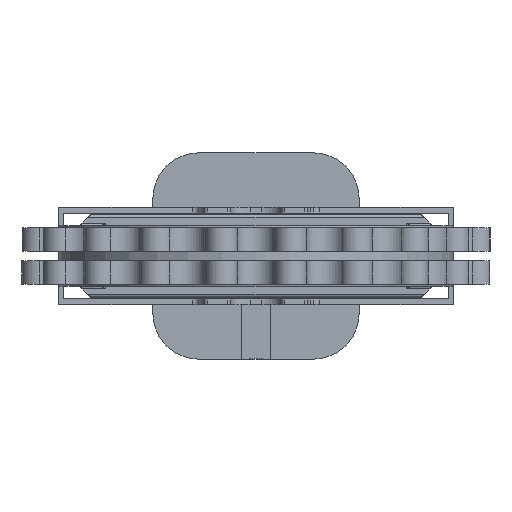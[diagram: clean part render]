
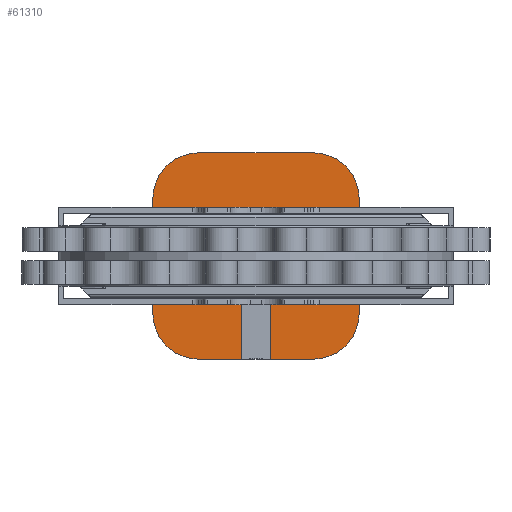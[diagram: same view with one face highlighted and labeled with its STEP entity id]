
A CAD part, front view. The second image highlights one B-rep face of the part: STEP entity #61310.
In plain terms, the highlighted planar face has unit normal (0, -1, 0).
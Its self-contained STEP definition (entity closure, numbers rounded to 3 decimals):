
#1165 = CARTESIAN_POINT ( 'NONE',  ( 100., 1407.5, -50.5 ) ) ;
#1598 = VERTEX_POINT ( 'NONE', #40386 ) ;
#1672 = DIRECTION ( 'NONE',  ( 0., 0., 1. ) ) ;
#1748 = VECTOR ( 'NONE', #9689, 1000. ) ;
#2338 = ORIENTED_EDGE ( 'NONE', *, *, #56088, .F. ) ;
#2343 = VERTEX_POINT ( 'NONE', #66940 ) ;
#2401 = EDGE_CURVE ( 'NONE', #33728, #16505, #32724, .T. ) ;
#2712 = VECTOR ( 'NONE', #11478, 1000. ) ;
#3129 = CARTESIAN_POINT ( 'NONE',  ( 100., 1407.5, -130.5 ) ) ;
#3504 = CARTESIAN_POINT ( 'NONE',  ( -25., 1407.5, -130.5 ) ) ;
#3760 = DIRECTION ( 'NONE',  ( 0., 0., 1. ) ) ;
#3959 = EDGE_CURVE ( 'NONE', #62221, #2343, #67608, .T. ) ;
#4310 = EDGE_LOOP ( 'NONE', ( #23974, #31609, #36839, #28650, #69095, #34970, #2338, #64052, #28569, #45900, #47624, #13238, #57693, #13703, #44719, #7930 ) ) ;
#4962 = AXIS2_PLACEMENT_3D ( 'NONE', #39703, #49751, #45197 ) ;
#6143 = CARTESIAN_POINT ( 'NONE',  ( 140., 1407.5, 124.5 ) ) ;
#7930 = ORIENTED_EDGE ( 'NONE', *, *, #8519, .F. ) ;
#8519 = EDGE_CURVE ( 'NONE', #10261, #62221, #55298, .T. ) ;
#8696 = CIRCLE ( 'NONE', #19890, 80. ) ;
#8782 = LINE ( 'NONE', #67794, #53281 ) ;
#9204 = CARTESIAN_POINT ( 'NONE',  ( -140., 1407.5, 124.5 ) ) ;
#9689 = DIRECTION ( 'NONE',  ( 1., 0., 0. ) ) ;
#9791 = CARTESIAN_POINT ( 'NONE',  ( 25., 1407.5, -195.799 ) ) ;
#10261 = VERTEX_POINT ( 'NONE', #3504 ) ;
#10296 = DIRECTION ( 'NONE',  ( 0., 0., 1. ) ) ;
#10403 = LINE ( 'NONE', #6143, #18109 ) ;
#10804 = VERTEX_POINT ( 'NONE', #10957 ) ;
#10957 = CARTESIAN_POINT ( 'NONE',  ( 100., 1407.5, 229.5 ) ) ;
#11247 = CARTESIAN_POINT ( 'NONE',  ( -100., 1407.5, 229.5 ) ) ;
#11431 = EDGE_CURVE ( 'NONE', #35581, #10804, #49035, .T. ) ;
#11478 = DIRECTION ( 'NONE',  ( 1., 0., 0. ) ) ;
#12287 = EDGE_CURVE ( 'NONE', #70863, #16505, #10403, .T. ) ;
#13238 = ORIENTED_EDGE ( 'NONE', *, *, #11431, .F. ) ;
#13679 = CARTESIAN_POINT ( 'NONE',  ( 100., 1407.5, 149.5 ) ) ;
#13703 = ORIENTED_EDGE ( 'NONE', *, *, #70072, .F. ) ;
#15798 = DIRECTION ( 'NONE',  ( 0., 0., 1. ) ) ;
#16505 = VERTEX_POINT ( 'NONE', #45515 ) ;
#16805 = EDGE_CURVE ( 'NONE', #10261, #40383, #56612, .T. ) ;
#18109 = VECTOR ( 'NONE', #60480, 1000. ) ;
#18332 = LINE ( 'NONE', #64816, #43149 ) ;
#19232 = DIRECTION ( 'NONE',  ( 0., 0., 1. ) ) ;
#19779 = EDGE_CURVE ( 'NONE', #50264, #70863, #54545, .T. ) ;
#19890 = AXIS2_PLACEMENT_3D ( 'NONE', #13679, #52000, #19232 ) ;
#20676 = DIRECTION ( 'NONE',  ( -1., 0., 0. ) ) ;
#23471 = DIRECTION ( 'NONE',  ( 1., 0., 0. ) ) ;
#23731 = VECTOR ( 'NONE', #23471, 1000. ) ;
#23836 = CARTESIAN_POINT ( 'NONE',  ( -100., 1407.5, 229.5 ) ) ;
#23974 = ORIENTED_EDGE ( 'NONE', *, *, #16805, .T. ) ;
#25394 = PLANE ( 'NONE',  #66268 ) ;
#26151 = EDGE_CURVE ( 'NONE', #1598, #33728, #8782, .T. ) ;
#27218 = AXIS2_PLACEMENT_3D ( 'NONE', #61692, #44491, #49998 ) ;
#28569 = ORIENTED_EDGE ( 'NONE', *, *, #55920, .F. ) ;
#28650 = ORIENTED_EDGE ( 'NONE', *, *, #2401, .T. ) ;
#28762 = CARTESIAN_POINT ( 'NONE',  ( -140., 1407.5, -25.5 ) ) ;
#29267 = VECTOR ( 'NONE', #48983, 1000. ) ;
#29364 = VECTOR ( 'NONE', #15798, 1000. ) ;
#30071 = EDGE_CURVE ( 'NONE', #66273, #35581, #65452, .T. ) ;
#30693 = EDGE_CURVE ( 'NONE', #1598, #40383, #42343, .T. ) ;
#31609 = ORIENTED_EDGE ( 'NONE', *, *, #30693, .F. ) ;
#31667 = CARTESIAN_POINT ( 'NONE',  ( -180., 1407.5, 149.5 ) ) ;
#31775 = AXIS2_PLACEMENT_3D ( 'NONE', #1165, #56470, #56226 ) ;
#32724 = LINE ( 'NONE', #9204, #1748 ) ;
#33728 = VERTEX_POINT ( 'NONE', #70593 ) ;
#34970 = ORIENTED_EDGE ( 'NONE', *, *, #19779, .F. ) ;
#35581 = VERTEX_POINT ( 'NONE', #23836 ) ;
#36194 = CARTESIAN_POINT ( 'NONE',  ( -180., 1407.5, 149.5 ) ) ;
#36839 = ORIENTED_EDGE ( 'NONE', *, *, #26151, .T. ) ;
#37155 = DIRECTION ( 'NONE',  ( 0., 1., 0. ) ) ;
#37810 = DIRECTION ( 'NONE',  ( -1., 0., 0. ) ) ;
#37931 = LINE ( 'NONE', #53906, #46421 ) ;
#39107 = CARTESIAN_POINT ( 'NONE',  ( 180., 1407.5, 149.5 ) ) ;
#39703 = CARTESIAN_POINT ( 'NONE',  ( -100., 1407.5, 149.5 ) ) ;
#40383 = VERTEX_POINT ( 'NONE', #45978 ) ;
#40386 = CARTESIAN_POINT ( 'NONE',  ( -140., 1407.5, -25.5 ) ) ;
#40567 = CARTESIAN_POINT ( 'NONE',  ( 140., 1407.5, -25.5 ) ) ;
#40716 = VECTOR ( 'NONE', #3760, 1000. ) ;
#42343 = LINE ( 'NONE', #68265, #66278 ) ;
#42468 = DIRECTION ( 'NONE',  ( 0., 0., -1. ) ) ;
#43149 = VECTOR ( 'NONE', #37810, 1000. ) ;
#43468 = CARTESIAN_POINT ( 'NONE',  ( -25., 1407.5, -195.799 ) ) ;
#44491 = DIRECTION ( 'NONE',  ( 0., 1., 0. ) ) ;
#44719 = ORIENTED_EDGE ( 'NONE', *, *, #3959, .F. ) ;
#45197 = DIRECTION ( 'NONE',  ( 0., 0., 1. ) ) ;
#45281 = VERTEX_POINT ( 'NONE', #3129 ) ;
#45515 = CARTESIAN_POINT ( 'NONE',  ( 140., 1407.5, 124.5 ) ) ;
#45535 = CARTESIAN_POINT ( 'NONE',  ( 180., 1407.5, -50.5 ) ) ;
#45900 = ORIENTED_EDGE ( 'NONE', *, *, #47650, .F. ) ;
#45917 = VECTOR ( 'NONE', #20676, 1000. ) ;
#45978 = CARTESIAN_POINT ( 'NONE',  ( -25., 1407.5, -25.5 ) ) ;
#46421 = VECTOR ( 'NONE', #42468, 1000. ) ;
#47426 = CARTESIAN_POINT ( 'NONE',  ( -100., 1407.5, 149.5 ) ) ;
#47589 = LINE ( 'NONE', #9791, #40716 ) ;
#47624 = ORIENTED_EDGE ( 'NONE', *, *, #58738, .F. ) ;
#47650 = EDGE_CURVE ( 'NONE', #61063, #60358, #37931, .T. ) ;
#47940 = CARTESIAN_POINT ( 'NONE',  ( -100., 1407.5, -130.5 ) ) ;
#48983 = DIRECTION ( 'NONE',  ( 0., 0., 1. ) ) ;
#49035 = LINE ( 'NONE', #11247, #2712 ) ;
#49751 = DIRECTION ( 'NONE',  ( 0., 1., 0. ) ) ;
#49998 = DIRECTION ( 'NONE',  ( 0., 0., 1. ) ) ;
#50184 = CIRCLE ( 'NONE', #31775, 80. ) ;
#50264 = VERTEX_POINT ( 'NONE', #63195 ) ;
#50481 = FACE_OUTER_BOUND ( 'NONE', #4310, .T. ) ;
#51736 = CARTESIAN_POINT ( 'NONE',  ( -100., 1407.5, -130.5 ) ) ;
#52000 = DIRECTION ( 'NONE',  ( 0., 1., 0. ) ) ;
#52466 = DIRECTION ( 'NONE',  ( 1., 0., 0. ) ) ;
#53281 = VECTOR ( 'NONE', #1672, 1000. ) ;
#53906 = CARTESIAN_POINT ( 'NONE',  ( 180., 1407.5, 149.5 ) ) ;
#54545 = LINE ( 'NONE', #28762, #23731 ) ;
#55298 = LINE ( 'NONE', #47940, #45917 ) ;
#55920 = EDGE_CURVE ( 'NONE', #60358, #45281, #50184, .T. ) ;
#56088 = EDGE_CURVE ( 'NONE', #59006, #50264, #47589, .T. ) ;
#56226 = DIRECTION ( 'NONE',  ( 0., 0., -1. ) ) ;
#56470 = DIRECTION ( 'NONE',  ( 0., 1., 0. ) ) ;
#56612 = LINE ( 'NONE', #43468, #29267 ) ;
#57608 = LINE ( 'NONE', #31667, #29364 ) ;
#57684 = EDGE_CURVE ( 'NONE', #45281, #59006, #18332, .T. ) ;
#57693 = ORIENTED_EDGE ( 'NONE', *, *, #30071, .F. ) ;
#58738 = EDGE_CURVE ( 'NONE', #10804, #61063, #8696, .T. ) ;
#59006 = VERTEX_POINT ( 'NONE', #65133 ) ;
#60358 = VERTEX_POINT ( 'NONE', #45535 ) ;
#60480 = DIRECTION ( 'NONE',  ( 0., 0., 1. ) ) ;
#61063 = VERTEX_POINT ( 'NONE', #39107 ) ;
#61310 = ADVANCED_FACE ( 'NONE', ( #50481 ), #25394, .F. ) ;
#61692 = CARTESIAN_POINT ( 'NONE',  ( -100., 1407.5, -50.5 ) ) ;
#62221 = VERTEX_POINT ( 'NONE', #51736 ) ;
#63195 = CARTESIAN_POINT ( 'NONE',  ( 25., 1407.5, -25.5 ) ) ;
#64052 = ORIENTED_EDGE ( 'NONE', *, *, #57684, .F. ) ;
#64816 = CARTESIAN_POINT ( 'NONE',  ( -100., 1407.5, -130.5 ) ) ;
#65133 = CARTESIAN_POINT ( 'NONE',  ( 25., 1407.5, -130.5 ) ) ;
#65452 = CIRCLE ( 'NONE', #4962, 80. ) ;
#66268 = AXIS2_PLACEMENT_3D ( 'NONE', #47426, #37155, #10296 ) ;
#66273 = VERTEX_POINT ( 'NONE', #36194 ) ;
#66278 = VECTOR ( 'NONE', #52466, 1000. ) ;
#66940 = CARTESIAN_POINT ( 'NONE',  ( -180., 1407.5, -50.5 ) ) ;
#67608 = CIRCLE ( 'NONE', #27218, 80. ) ;
#67794 = CARTESIAN_POINT ( 'NONE',  ( -140., 1407.5, 124.5 ) ) ;
#68265 = CARTESIAN_POINT ( 'NONE',  ( -140., 1407.5, -25.5 ) ) ;
#69095 = ORIENTED_EDGE ( 'NONE', *, *, #12287, .F. ) ;
#70072 = EDGE_CURVE ( 'NONE', #2343, #66273, #57608, .T. ) ;
#70593 = CARTESIAN_POINT ( 'NONE',  ( -140., 1407.5, 124.5 ) ) ;
#70863 = VERTEX_POINT ( 'NONE', #40567 ) ;
